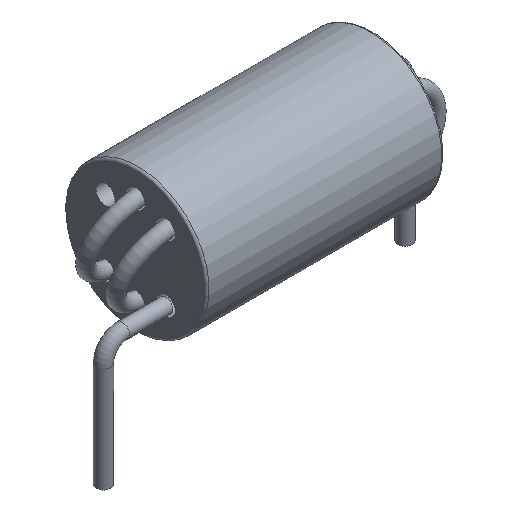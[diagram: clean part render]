
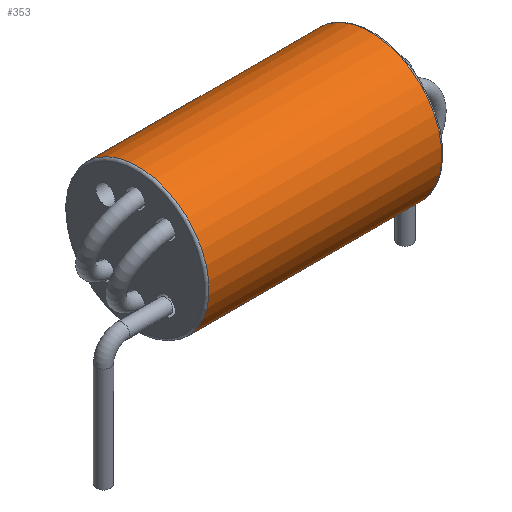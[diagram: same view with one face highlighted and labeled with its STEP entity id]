
A CAD part, isometric view. The second image highlights one B-rep face of the part: STEP entity #353.
In plain terms, the highlighted cylindrical face has radius 3 mm (diameter 6 mm), a full revolution.
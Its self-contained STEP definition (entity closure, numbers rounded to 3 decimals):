
#43=CYLINDRICAL_SURFACE($,#403,3.);
#55=FACE_BOUND($,#121,.T.);
#86=FACE_OUTER_BOUND($,#120,.T.);
#120=EDGE_LOOP($,(#282));
#121=EDGE_LOOP($,(#283));
#183=CIRCLE($,#402,3.);
#184=CIRCLE($,#404,3.);
#217=VERTEX_POINT($,#607);
#218=VERTEX_POINT($,#610);
#249=EDGE_CURVE($,#217,#217,#183,.T.);
#250=EDGE_CURVE($,#218,#218,#184,.T.);
#282=ORIENTED_EDGE($,*,*,#250,.F.);
#283=ORIENTED_EDGE($,*,*,#249,.F.);
#353=ADVANCED_FACE($,(#86,#55),#43,.T.);
#402=AXIS2_PLACEMENT_3D($,#608,#473,#474);
#403=AXIS2_PLACEMENT_3D($,#609,#475,#476);
#404=AXIS2_PLACEMENT_3D($,#611,#477,#478);
#473=DIRECTION('center_axis',(1.,0.,0.));
#474=DIRECTION('ref_axis',(0.,0.695,-0.719));
#475=DIRECTION('center_axis',(1.,0.,0.));
#476=DIRECTION('ref_axis',(0.,-0.695,0.719));
#477=DIRECTION('center_axis',(-1.,0.,0.));
#478=DIRECTION('ref_axis',(0.,0.695,-0.719));
#607=CARTESIAN_POINT('',(4.9,-2.084,5.158));
#608=CARTESIAN_POINT('Origin',(4.9,0.,3.));
#609=CARTESIAN_POINT('Origin',(-5.,0.,3.));
#610=CARTESIAN_POINT('',(-4.9,-2.084,5.158));
#611=CARTESIAN_POINT('Origin',(-4.9,0.,3.));
